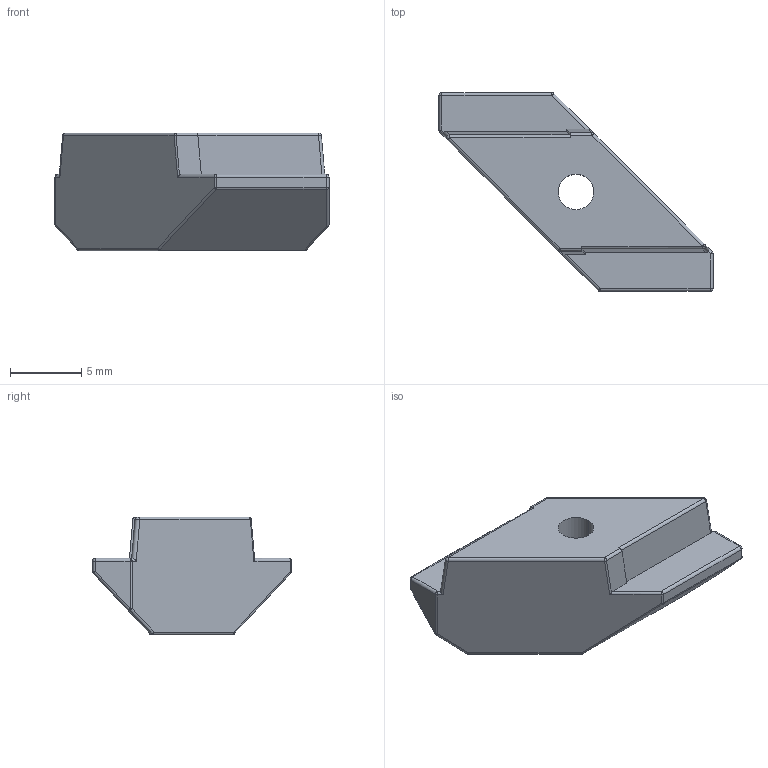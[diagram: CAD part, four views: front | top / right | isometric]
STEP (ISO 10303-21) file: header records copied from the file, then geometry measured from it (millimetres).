
FILE_DESCRIPTION (( 'STEP AP214' ), '1' );
FILE_NAME ('096r080329z.STEP', '2014-08-19T05:59:39', ( '' ), ( '' ), 'SwSTEP 2.0', 'SolidWorks 2014', '' );
FILE_SCHEMA (( 'AUTOMOTIVE_DESIGN' ));
Length unit declared in the file: millimetre
Products named in the file (1): 096r080329z
Bounding box: 19.3 x 14 x 8.3 mm (x, y, z)
Volume: 820.8 mm3; surface area: 665.2 mm2
Topology: 1 solids, 1 shells, 82 faces, 182 edges, 94 vertices
Faces by surface type: cylinder 40, sphere 24, plane 18
Entity records: 2203 total; most frequent: DIRECTION 400, CARTESIAN_POINT 390, ORIENTED_EDGE 348, EDGE_CURVE 174, AXIS2_PLACEMENT_3D 156, VERTEX_POINT 94, VECTOR 88, LINE 88
